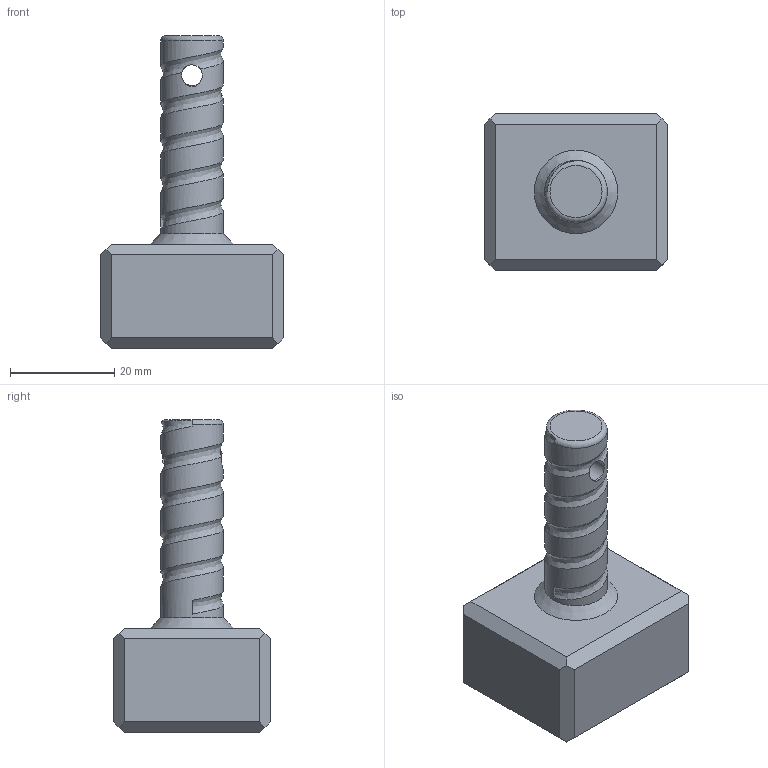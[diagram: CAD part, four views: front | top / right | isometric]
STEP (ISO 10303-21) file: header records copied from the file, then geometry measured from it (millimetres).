
FILE_DESCRIPTION(/* description */ ('','CAx-IF Rec.Pracs.---Representation and Presentation of Product Manufacturing Information (PMI)---4.0---2014-10-13'),/* implementation_level */ '2;1');
FILE_NAME(/* name */ 'Martillo.step',/* time_stamp */ '2025-02-12T11:13:04-05:00',/* author */ (''),/* organization */ (''),/* preprocessor_version */ 'ST-DEVELOPER v20',/* originating_system */ 'Autodesk Translation Framework v13.20.0.188',/* authorisation */ '');
FILE_SCHEMA (('AP242_MANAGED_MODEL_BASED_3D_ENGINEERING_MIM_LF { 1 0 10303 442 1 1 4 }'));
Length unit declared in the file: millimetre
Products named in the file (1): Martillo
Bounding box: 35 x 30 x 60 mm (x, y, z)
Volume: 24659.8 mm3; surface area: 5881 mm2
Topology: 1 solids, 1 shells, 32 faces, 92 edges, 61 vertices
Faces by surface type: plane 21, cylinder 7, cone 2, bspline 1, torus 1
Full cylindrical faces by diameter (mm): 4 x1, 12 x5
Entity records: 1783 total; most frequent: CARTESIAN_POINT 945, ORIENTED_EDGE 184, DIRECTION 142, EDGE_CURVE 92, VERTEX_POINT 61, LINE 58, VECTOR 58, AXIS2_PLACEMENT_3D 42
